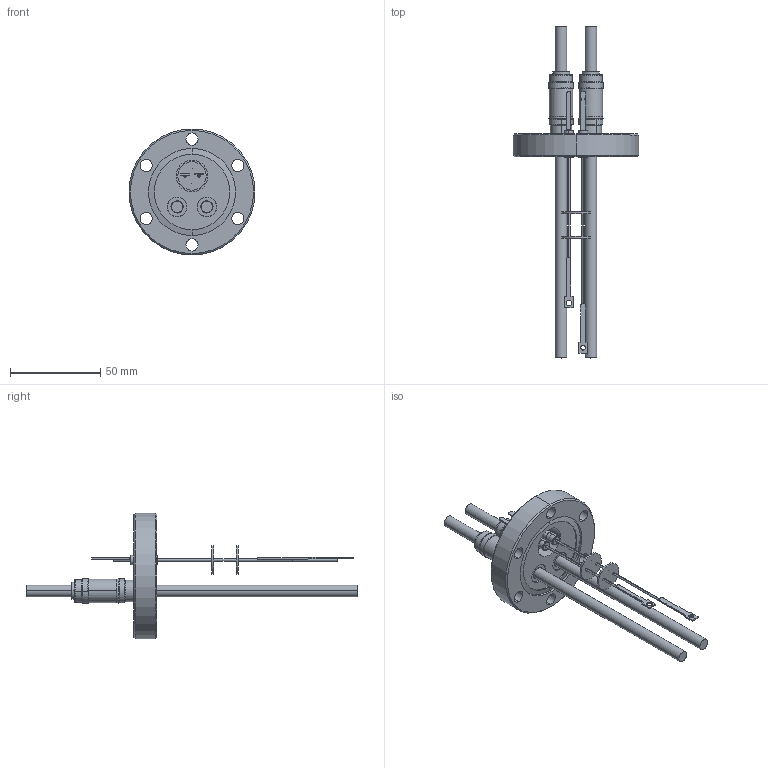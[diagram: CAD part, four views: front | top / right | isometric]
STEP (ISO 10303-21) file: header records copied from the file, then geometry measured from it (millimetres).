
FILE_DESCRIPTION (( 'STEP AP203' ), '1' );
FILE_NAME ('A0458-1-CF.STEP', '2013-04-16T12:39:05', ( '' ), ( '' ), 'SwSTEP 2.0', 'SolidWorks 2012', '' );
FILE_SCHEMA (( 'CONFIG_CONTROL_DESIGN' ));
Length unit declared in the file: inch
Products named in the file (1): A0458-1-CF
Bounding box: 69.85 x 184.15 x 69.85 mm (x, y, z)
Volume: 59325.3 mm3; surface area: 29627.6 mm2
Topology: 1 solids, 3 shells, 290 faces, 669 edges, 432 vertices
Faces by surface type: cylinder 158, plane 89, cone 31, torus 8, bspline 4
Entity records: 8535 total; most frequent: DIRECTION 1614, CARTESIAN_POINT 1464, ORIENTED_EDGE 1338, EDGE_CURVE 669, AXIS2_PLACEMENT_3D 662, VERTEX_POINT 432, CIRCLE 375, EDGE_LOOP 369
